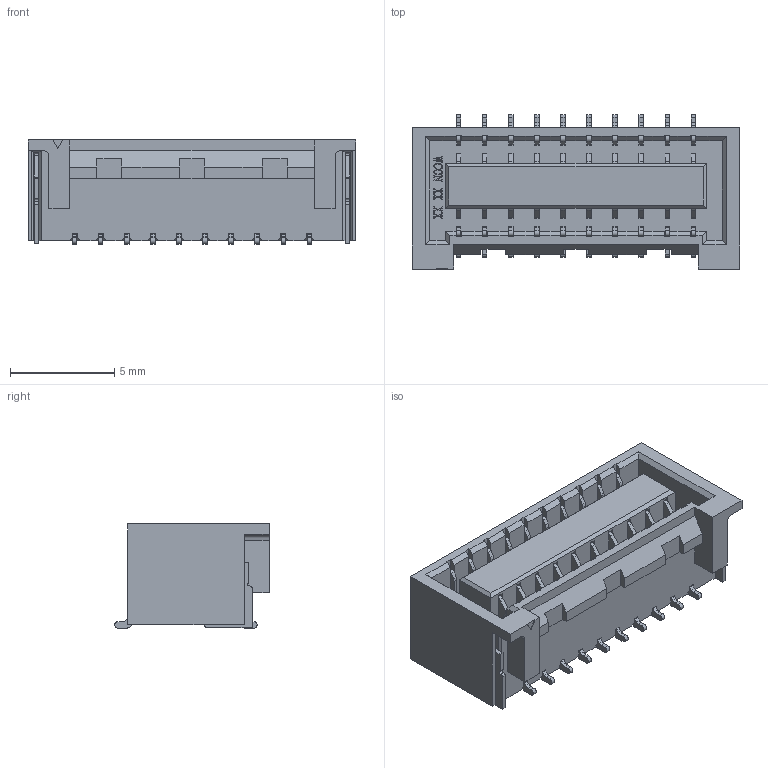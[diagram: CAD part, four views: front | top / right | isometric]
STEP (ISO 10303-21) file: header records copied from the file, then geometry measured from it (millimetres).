
FILE_DESCRIPTION( ('This file contains a STEP AP42 implementation' ,'as created by ZW3D STEP Interface translator.') ,'2;1' );
FILE_NAME( 'WF1256-2WMXXXXER1.stp' ,'23 413.14 258', (''), ('ZWCAD Software Co.'), 'Version 1.0', 'ZW3D to STEP translator', '' );
FILE_SCHEMA(('AUTOMOTIVE_DESIGN { 1 0 10303 214 1 1 1 1 }'));
Length unit declared in the file: millimetre
Products named in the file (2): 0; WF1256-2WMXXXXER1
Bounding box: 15.75 x 7.42 x 5 mm (x, y, z)
Volume: 285.6 mm3; surface area: 1166.7 mm2
Topology: 1 solids, 1 shells, 1606 faces, 4618 edges, 3044 vertices
Faces by surface type: plane 1151, cylinder 258, bspline 197
Entity records: 55300 total; most frequent: CARTESIAN_POINT 11532, ORIENTED_EDGE 9240, DIRECTION 8267, EDGE_CURVE 4618, VECTOR 3693, LINE 3693, VERTEX_POINT 3044, AXIS2_PLACEMENT_3D 2287
